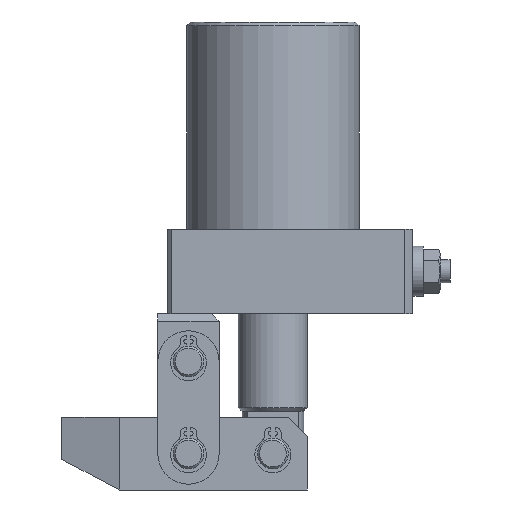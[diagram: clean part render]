
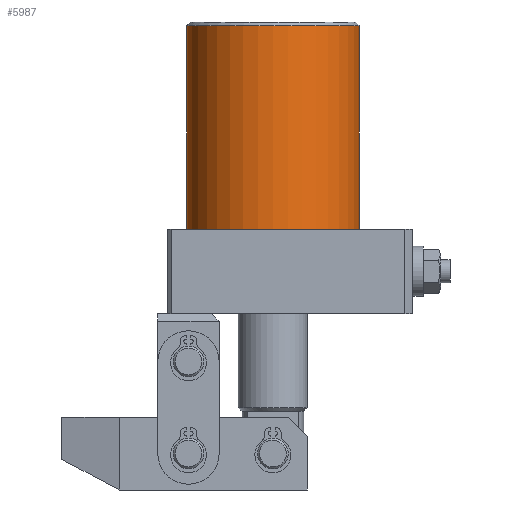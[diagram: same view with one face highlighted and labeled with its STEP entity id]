
A CAD part, front view. The second image highlights one B-rep face of the part: STEP entity #5987.
In plain terms, the highlighted cylindrical face has radius 22.5 mm (diameter 45 mm), a partial arc.
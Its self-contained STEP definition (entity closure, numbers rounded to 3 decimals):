
#98 = VERTEX_POINT ( 'NONE', #7652 ) ;
#236 = VERTEX_POINT ( 'NONE', #7619 ) ;
#638 = VERTEX_POINT ( 'NONE', #7549 ) ;
#972 = VERTEX_POINT ( 'NONE', #7371 ) ;
#1775 = EDGE_CURVE ( 'NONE', #236, #638, #2724, .T. ) ;
#1786 = EDGE_CURVE ( 'NONE', #236, #98, #2749, .T. ) ;
#2211 = EDGE_CURVE ( 'NONE', #98, #972, #2872, .T. ) ;
#2234 = EDGE_CURVE ( 'NONE', #972, #638, #2894, .T. ) ;
#2724 = LINE ( 'NONE', #6697, #2730 ) ;
#2730 = VECTOR ( 'NONE', #6718, 1000. ) ;
#2749 = CIRCLE ( 'NONE', #3663, 22.5 ) ;
#2872 = LINE ( 'NONE', #8729, #2873 ) ;
#2873 = VECTOR ( 'NONE', #8726, 1000. ) ;
#2894 = CIRCLE ( 'NONE', #3682, 22.5 ) ;
#3663 = AXIS2_PLACEMENT_3D ( 'NONE', #8720, #8719, #8717 ) ;
#3682 = AXIS2_PLACEMENT_3D ( 'NONE', #8565, #8564, #8563 ) ;
#3965 = AXIS2_PLACEMENT_3D ( 'NONE', #7986, #7988, #7943 ) ;
#4883 = CYLINDRICAL_SURFACE ( 'NONE', #3965, 22.5 ) ;
#4887 = FACE_OUTER_BOUND ( 'NONE', #5470, .T. ) ;
#5221 = ORIENTED_EDGE ( 'NONE', *, *, #2234, .T. ) ;
#5222 = ORIENTED_EDGE ( 'NONE', *, *, #1775, .F. ) ;
#5223 = ORIENTED_EDGE ( 'NONE', *, *, #1786, .T. ) ;
#5224 = ORIENTED_EDGE ( 'NONE', *, *, #2211, .T. ) ;
#5470 = EDGE_LOOP ( 'NONE', ( #5222, #5223, #5224, #5221 ) ) ;
#5987 = ADVANCED_FACE ( 'NONE', ( #4887 ), #4883, .T. ) ;
#6697 = CARTESIAN_POINT ( 'NONE',  ( 22.5, 0., 76. ) ) ;
#6718 = DIRECTION ( 'NONE',  ( 0., 0., -1. ) ) ;
#7371 = CARTESIAN_POINT ( 'NONE',  ( -22.5, 0., 22. ) ) ;
#7549 = CARTESIAN_POINT ( 'NONE',  ( 22.5, 0., 22. ) ) ;
#7619 = CARTESIAN_POINT ( 'NONE',  ( 22.5, 0., 75. ) ) ;
#7652 = CARTESIAN_POINT ( 'NONE',  ( -22.5, 0., 75. ) ) ;
#7943 = DIRECTION ( 'NONE',  ( -1., 0., 0. ) ) ;
#7986 = CARTESIAN_POINT ( 'NONE',  ( 0., 0., 76. ) ) ;
#7988 = DIRECTION ( 'NONE',  ( 0., 0., -1. ) ) ;
#8563 = DIRECTION ( 'NONE',  ( 1., 0., 0. ) ) ;
#8564 = DIRECTION ( 'NONE',  ( 0., 0., 1. ) ) ;
#8565 = CARTESIAN_POINT ( 'NONE',  ( 0., 0., 22. ) ) ;
#8717 = DIRECTION ( 'NONE',  ( 1., 0., 0. ) ) ;
#8719 = DIRECTION ( 'NONE',  ( 0., 0., -1. ) ) ;
#8720 = CARTESIAN_POINT ( 'NONE',  ( 0., 0., 75. ) ) ;
#8726 = DIRECTION ( 'NONE',  ( 0., 0., -1. ) ) ;
#8729 = CARTESIAN_POINT ( 'NONE',  ( -22.5, 0., 76. ) ) ;
